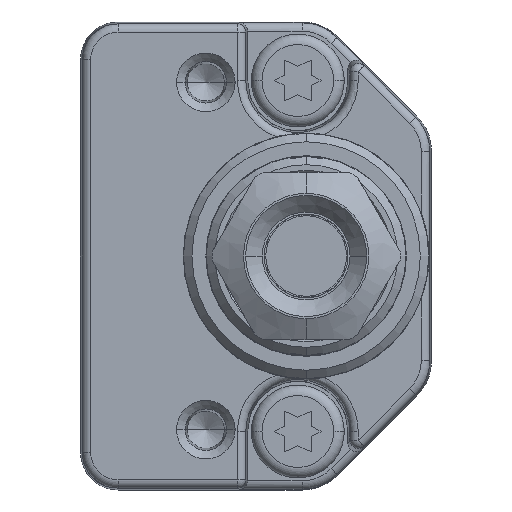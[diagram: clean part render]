
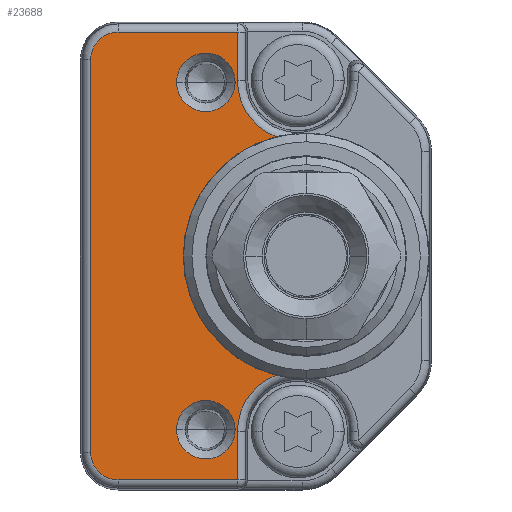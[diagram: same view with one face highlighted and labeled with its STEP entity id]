
A CAD part, left-side view. The second image highlights one B-rep face of the part: STEP entity #23688.
In plain terms, the highlighted planar face has unit normal (-1, 0, 0).
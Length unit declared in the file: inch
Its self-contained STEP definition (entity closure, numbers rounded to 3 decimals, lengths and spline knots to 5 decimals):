
#8269=DIRECTION('',(0.,0.,1.));
#8270=VECTOR('',#8269,0.11381);
#8271=CARTESIAN_POINT('',(-0.51181,0.45723,
-0.5272));
#8272=LINE('',#8271,#8270);
#8273=DIRECTION('',(0.,-1.,0.));
#8274=VECTOR('',#8273,0.28096);
#8275=CARTESIAN_POINT('',(-0.51181,0.73819,
-0.5272));
#8276=LINE('',#8275,#8274);
#8277=CARTESIAN_POINT('',(-0.51181,0.73819,
-0.4626));
#8278=DIRECTION('',(-1.,0.,0.));
#8279=DIRECTION('',(0.,1.,0.));
#8280=AXIS2_PLACEMENT_3D('',#8277,#8278,#8279);
#8282=DIRECTION('',(0.,0.,-1.));
#8283=VECTOR('',#8282,0.9252);
#8284=CARTESIAN_POINT('',(-0.51181,0.80279,
0.4626));
#8285=LINE('',#8284,#8283);
#8286=CARTESIAN_POINT('',(-0.51181,0.73819,
0.4626));
#8287=DIRECTION('',(-1.,0.,0.));
#8288=DIRECTION('',(0.,0.,1.));
#8289=AXIS2_PLACEMENT_3D('',#8286,#8287,#8288);
#8291=DIRECTION('',(0.,1.,0.));
#8292=VECTOR('',#8291,0.28096);
#8293=CARTESIAN_POINT('',(-0.51181,0.45723,
0.5272));
#8294=LINE('',#8293,#8292);
#8295=DIRECTION('',(0.,0.,1.));
#8296=VECTOR('',#8295,0.11381);
#8297=CARTESIAN_POINT('',(-0.51181,0.45723,
0.41339));
#8298=LINE('',#8297,#8296);
#8299=CARTESIAN_POINT('',(-0.51181,0.31496,
0.41339));
#8300=DIRECTION('',(1.,0.,0.));
#8301=DIRECTION('',(0.,0.359,-0.933));
#8302=AXIS2_PLACEMENT_3D('',#8299,#8300,#8301);
#8304=CARTESIAN_POINT('',(-0.51181,0.29528,0.));
#8305=DIRECTION('',(-1.,0.,0.));
#8306=DIRECTION('',(0.,0.244,0.97));
#8307=AXIS2_PLACEMENT_3D('',#8304,#8305,#8306);
#8309=CARTESIAN_POINT('',(-0.51181,0.31496,
-0.41339));
#8310=DIRECTION('',(1.,0.,0.));
#8311=DIRECTION('',(0.,1.,0.));
#8312=AXIS2_PLACEMENT_3D('',#8309,#8310,#8311);
#8314=CARTESIAN_POINT('',(-0.51181,0.5315,
-0.40915));
#8315=DIRECTION('',(1.,0.,0.));
#8316=DIRECTION('',(0.,-1.,0.));
#8317=AXIS2_PLACEMENT_3D('',#8314,#8315,#8316);
#8319=CARTESIAN_POINT('',(-0.51181,0.5315,
-0.40915));
#8320=DIRECTION('',(1.,0.,0.));
#8321=DIRECTION('',(0.,1.,0.));
#8322=AXIS2_PLACEMENT_3D('',#8319,#8320,#8321);
#8324=CARTESIAN_POINT('',(-0.51181,0.5315,
0.40915));
#8325=DIRECTION('',(1.,0.,0.));
#8326=DIRECTION('',(0.,-1.,0.));
#8327=AXIS2_PLACEMENT_3D('',#8324,#8325,#8326);
#8329=CARTESIAN_POINT('',(-0.51181,0.5315,
0.40915));
#8330=DIRECTION('',(1.,0.,0.));
#8331=DIRECTION('',(0.,1.,0.));
#8332=AXIS2_PLACEMENT_3D('',#8329,#8330,#8331);
#11475=CARTESIAN_POINT('',(-0.51181,0.80279,
-0.4626));
#11476=CARTESIAN_POINT('',(-0.51181,0.73819,
-0.5272));
#11477=VERTEX_POINT('',#11475);
#11478=VERTEX_POINT('',#11476);
#11483=CARTESIAN_POINT('',(-0.51181,0.80279,
0.4626));
#11484=VERTEX_POINT('',#11483);
#11487=CARTESIAN_POINT('',(-0.51181,0.73819,
0.5272));
#11488=VERTEX_POINT('',#11487);
#11515=CARTESIAN_POINT('',(-0.51181,0.45723,
-0.5272));
#11516=CARTESIAN_POINT('',(-0.51181,0.45723,
-0.41339));
#11517=VERTEX_POINT('',#11515);
#11518=VERTEX_POINT('',#11516);
#11540=CARTESIAN_POINT('',(-0.51181,0.366,
-0.28059));
#11541=VERTEX_POINT('',#11540);
#11556=CARTESIAN_POINT('',(-0.51181,0.45723,
0.41339));
#11557=CARTESIAN_POINT('',(-0.51181,0.45723,
0.5272));
#11558=VERTEX_POINT('',#11556);
#11559=VERTEX_POINT('',#11557);
#11580=CARTESIAN_POINT('',(-0.51181,0.366,
0.28059));
#11581=VERTEX_POINT('',#11580);
#11624=CARTESIAN_POINT('',(-0.51181,0.4626,
-0.40915));
#11625=CARTESIAN_POINT('',(-0.51181,0.60039,
-0.40915));
#11626=VERTEX_POINT('',#11624);
#11627=VERTEX_POINT('',#11625);
#11632=CARTESIAN_POINT('',(-0.51181,0.4626,
0.40915));
#11633=CARTESIAN_POINT('',(-0.51181,0.60039,
0.40915));
#11634=VERTEX_POINT('',#11632);
#11635=VERTEX_POINT('',#11633);
#23652=CARTESIAN_POINT('',(-0.51181,0.,0.));
#23653=DIRECTION('',(-1.,0.,0.));
#23654=DIRECTION('',(0.,0.,1.));
#23655=AXIS2_PLACEMENT_3D('',#23652,#23653,#23654);
#23656=PLANE('',#23655);
#23658=ORIENTED_EDGE('',*,*,#23657,.F.);
#23660=ORIENTED_EDGE('',*,*,#23659,.F.);
#23662=ORIENTED_EDGE('',*,*,#23661,.F.);
#23664=ORIENTED_EDGE('',*,*,#23663,.F.);
#23666=ORIENTED_EDGE('',*,*,#23665,.F.);
#23668=ORIENTED_EDGE('',*,*,#23667,.F.);
#23669=ORIENTED_EDGE('',*,*,#23643,.F.);
#23670=ORIENTED_EDGE('',*,*,#23601,.F.);
#23671=ORIENTED_EDGE('',*,*,#23558,.T.);
#23673=ORIENTED_EDGE('',*,*,#23672,.F.);
#23674=EDGE_LOOP('',(#23658,#23660,#23662,#23664,#23666,#23668,#23669,#23670,
#23671,#23673));
#23675=FACE_OUTER_BOUND('',#23674,.F.);
#23677=ORIENTED_EDGE('',*,*,#23676,.F.);
#23679=ORIENTED_EDGE('',*,*,#23678,.F.);
#23680=EDGE_LOOP('',(#23677,#23679));
#23681=FACE_BOUND('',#23680,.F.);
#23683=ORIENTED_EDGE('',*,*,#23682,.F.);
#23685=ORIENTED_EDGE('',*,*,#23684,.F.);
#23686=EDGE_LOOP('',(#23683,#23685));
#23687=FACE_BOUND('',#23686,.F.);
#23688=ADVANCED_FACE('',(#23675,#23681,#23687),#23656,.T.);
#8281=CIRCLE('',#8280,0.0646);
#8290=CIRCLE('',#8289,0.0646);
#8303=CIRCLE('',#8302,0.14227);
#8308=CIRCLE('',#8307,0.28937);
#8313=CIRCLE('',#8312,0.14227);
#8318=CIRCLE('',#8317,0.0689);
#8323=CIRCLE('',#8322,0.0689);
#8328=CIRCLE('',#8327,0.0689);
#8333=CIRCLE('',#8332,0.0689);
#23558=EDGE_CURVE('',#11581,#11541,#8308,.T.);
#23601=EDGE_CURVE('',#11581,#11558,#8303,.T.);
#23643=EDGE_CURVE('',#11558,#11559,#8298,.T.);
#23657=EDGE_CURVE('',#11517,#11518,#8272,.T.);
#23659=EDGE_CURVE('',#11478,#11517,#8276,.T.);
#23661=EDGE_CURVE('',#11477,#11478,#8281,.T.);
#23663=EDGE_CURVE('',#11484,#11477,#8285,.T.);
#23665=EDGE_CURVE('',#11488,#11484,#8290,.T.);
#23667=EDGE_CURVE('',#11559,#11488,#8294,.T.);
#23672=EDGE_CURVE('',#11518,#11541,#8313,.T.);
#23676=EDGE_CURVE('',#11626,#11627,#8318,.T.);
#23678=EDGE_CURVE('',#11627,#11626,#8323,.T.);
#23682=EDGE_CURVE('',#11634,#11635,#8328,.T.);
#23684=EDGE_CURVE('',#11635,#11634,#8333,.T.);
